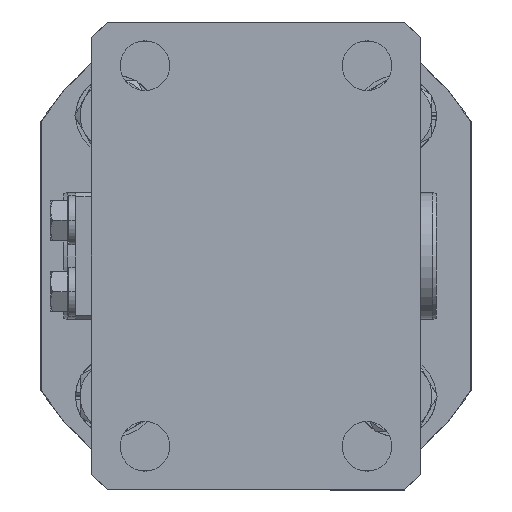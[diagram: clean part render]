
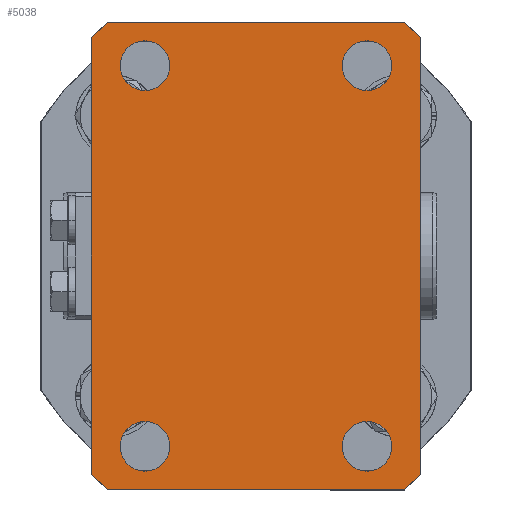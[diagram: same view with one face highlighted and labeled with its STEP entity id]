
A CAD part, left-side view. The second image highlights one B-rep face of the part: STEP entity #5038.
In plain terms, the highlighted planar face has unit normal (-1, 0, 0).
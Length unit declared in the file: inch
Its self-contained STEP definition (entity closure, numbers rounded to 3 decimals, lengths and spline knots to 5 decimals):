
#694 = CIRCLE ( 'NONE', #26104, 0.3906 ) ;
#741 = CARTESIAN_POINT ( 'NONE',  ( -22.875, 2.344, 3.6825 ) ) ;
#771 = LINE ( 'NONE', #14532, #40840 ) ;
#1013 = ORIENTED_EDGE ( 'NONE', *, *, #33707, .T. ) ;
#1114 = VERTEX_POINT ( 'NONE', #23568 ) ;
#1134 = EDGE_LOOP ( 'NONE', ( #17672, #1446 ) ) ;
#1165 = DIRECTION ( 'NONE',  ( 1., 0., 0. ) ) ;
#1262 = VERTEX_POINT ( 'NONE', #8698 ) ;
#1428 = EDGE_CURVE ( 'NONE', #11725, #17239, #40166, .T. ) ;
#1446 = ORIENTED_EDGE ( 'NONE', *, *, #13202, .T. ) ;
#1596 = ORIENTED_EDGE ( 'NONE', *, *, #38823, .T. ) ;
#1599 = VECTOR ( 'NONE', #14507, 39.37008 ) ;
#1883 = FACE_OUTER_BOUND ( 'NONE', #17817, .T. ) ;
#2356 = DIRECTION ( 'NONE',  ( 1., 0., 0. ) ) ;
#3095 = AXIS2_PLACEMENT_3D ( 'NONE', #8981, #22899, #36723 ) ;
#3203 = DIRECTION ( 'NONE',  ( 1., 0., 0. ) ) ;
#3693 = EDGE_CURVE ( 'NONE', #43793, #1262, #40032, .T. ) ;
#3770 = LINE ( 'NONE', #17630, #20863 ) ;
#4404 = CIRCLE ( 'NONE', #29867, 0.3906 ) ;
#4919 = AXIS2_PLACEMENT_3D ( 'NONE', #33504, #2356, #16185 ) ;
#4991 = AXIS2_PLACEMENT_3D ( 'NONE', #32324, #1165, #14935 ) ;
#5038 = ADVANCED_FACE ( 'NONE', ( #1883, #15678, #29632, #43330, #12269 ), #26224, .T. ) ;
#5287 = ORIENTED_EDGE ( 'NONE', *, *, #14180, .T. ) ;
#5382 = CARTESIAN_POINT ( 'NONE',  ( -22.875, -1.75, -3.3906 ) ) ;
#5670 = LINE ( 'NONE', #19573, #43515 ) ;
#5887 = VERTEX_POINT ( 'NONE', #39319 ) ;
#5888 = AXIS2_PLACEMENT_3D ( 'NONE', #38128, #6992, #20869 ) ;
#6772 = EDGE_CURVE ( 'NONE', #44691, #12456, #694, .T. ) ;
#6858 = CARTESIAN_POINT ( 'NONE',  ( -22.875, -2.34193, -3.6825 ) ) ;
#6992 = DIRECTION ( 'NONE',  ( 1., 0., 0. ) ) ;
#8076 = AXIS2_PLACEMENT_3D ( 'NONE', #16501, #30467, #44173 ) ;
#8698 = CARTESIAN_POINT ( 'NONE',  ( -22.875, 1.75, -2.6094 ) ) ;
#8981 = CARTESIAN_POINT ( 'NONE',  ( -22.875, -1.75, -3. ) ) ;
#9056 = CARTESIAN_POINT ( 'NONE',  ( -22.875, -2.344, -3.6825 ) ) ;
#9913 = ORIENTED_EDGE ( 'NONE', *, *, #6772, .T. ) ;
#9978 = CARTESIAN_POINT ( 'NONE',  ( -22.875, -2.589, 3.4375 ) ) ;
#10663 = DIRECTION ( 'NONE',  ( 1., 0., 0. ) ) ;
#11060 = AXIS2_PLACEMENT_3D ( 'NONE', #34348, #3203, #17028 ) ;
#11122 = DIRECTION ( 'NONE',  ( 0., 0.707, -0.707 ) ) ;
#11712 = DIRECTION ( 'NONE',  ( 0., 0., -1. ) ) ;
#11725 = VERTEX_POINT ( 'NONE', #24666 ) ;
#12246 = CARTESIAN_POINT ( 'NONE',  ( -22.875, 2.589, 3.43543 ) ) ;
#12269 = FACE_BOUND ( 'NONE', #14320, .T. ) ;
#12281 = EDGE_CURVE ( 'NONE', #19556, #1114, #22722, .T. ) ;
#12456 = VERTEX_POINT ( 'NONE', #23404 ) ;
#12724 = DIRECTION ( 'NONE',  ( 0., 0., 1. ) ) ;
#12745 = DIRECTION ( 'NONE',  ( 0., 0., -1. ) ) ;
#13202 = EDGE_CURVE ( 'NONE', #17034, #5887, #18701, .T. ) ;
#14180 = EDGE_CURVE ( 'NONE', #17239, #19755, #771, .T. ) ;
#14231 = ORIENTED_EDGE ( 'NONE', *, *, #3693, .T. ) ;
#14320 = EDGE_LOOP ( 'NONE', ( #32564, #43059 ) ) ;
#14507 = DIRECTION ( 'NONE',  ( 0., 1., 0. ) ) ;
#14532 = CARTESIAN_POINT ( 'NONE',  ( -22.875, -3.01221, -3.01221 ) ) ;
#14935 = DIRECTION ( 'NONE',  ( 0., 0., -1. ) ) ;
#15017 = ORIENTED_EDGE ( 'NONE', *, *, #1428, .T. ) ;
#15230 = CARTESIAN_POINT ( 'NONE',  ( -22.875, -1.75, 2.6094 ) ) ;
#15678 = FACE_BOUND ( 'NONE', #1134, .T. ) ;
#16185 = DIRECTION ( 'NONE',  ( 0., 0., -1. ) ) ;
#16257 = EDGE_LOOP ( 'NONE', ( #9913, #25947 ) ) ;
#16501 = CARTESIAN_POINT ( 'NONE',  ( -22.875, 1.75, 3. ) ) ;
#17028 = DIRECTION ( 'NONE',  ( 0., 0., -1. ) ) ;
#17034 = VERTEX_POINT ( 'NONE', #37801 ) ;
#17239 = VERTEX_POINT ( 'NONE', #6858 ) ;
#17630 = CARTESIAN_POINT ( 'NONE',  ( -22.875, 3.01221, -3.01221 ) ) ;
#17672 = ORIENTED_EDGE ( 'NONE', *, *, #34163, .T. ) ;
#17817 = EDGE_LOOP ( 'NONE', ( #1596, #1013, #23859, #28775, #42634, #34126, #15017, #5287 ) ) ;
#18701 = CIRCLE ( 'NONE', #4919, 0.3906 ) ;
#19543 = VERTEX_POINT ( 'NONE', #36558 ) ;
#19556 = VERTEX_POINT ( 'NONE', #5382 ) ;
#19573 = CARTESIAN_POINT ( 'NONE',  ( -22.875, -3.01221, 3.01221 ) ) ;
#19755 = VERTEX_POINT ( 'NONE', #34938 ) ;
#20273 = EDGE_CURVE ( 'NONE', #12456, #44691, #44103, .T. ) ;
#20700 = EDGE_LOOP ( 'NONE', ( #14231, #35880 ) ) ;
#20863 = VECTOR ( 'NONE', #31567, 39.37008 ) ;
#20869 = DIRECTION ( 'NONE',  ( 0., 0., -1. ) ) ;
#21810 = CARTESIAN_POINT ( 'NONE',  ( -22.875, 1.75, -3.3906 ) ) ;
#22722 = CIRCLE ( 'NONE', #3095, 0.3906 ) ;
#22899 = DIRECTION ( 'NONE',  ( 1., 0., 0. ) ) ;
#22972 = DIRECTION ( 'NONE',  ( 0., -1., 0. ) ) ;
#23097 = EDGE_CURVE ( 'NONE', #23783, #11725, #3770, .T. ) ;
#23404 = CARTESIAN_POINT ( 'NONE',  ( -22.875, -1.75, 3.3906 ) ) ;
#23568 = CARTESIAN_POINT ( 'NONE',  ( -22.875, -1.75, -2.6094 ) ) ;
#23783 = VERTEX_POINT ( 'NONE', #33886 ) ;
#23859 = ORIENTED_EDGE ( 'NONE', *, *, #30861, .T. ) ;
#23896 = DIRECTION ( 'NONE',  ( 0., 0., 1. ) ) ;
#24578 = DIRECTION ( 'NONE',  ( 0., 0., -1. ) ) ;
#24666 = CARTESIAN_POINT ( 'NONE',  ( -22.875, 2.34193, -3.6825 ) ) ;
#25453 = VECTOR ( 'NONE', #23896, 39.37008 ) ;
#25538 = CIRCLE ( 'NONE', #5888, 0.3906 ) ;
#25947 = ORIENTED_EDGE ( 'NONE', *, *, #20273, .T. ) ;
#26104 = AXIS2_PLACEMENT_3D ( 'NONE', #30129, #43822, #12745 ) ;
#26224 = PLANE ( 'NONE',  #27566 ) ;
#27001 = VERTEX_POINT ( 'NONE', #12246 ) ;
#27283 = CARTESIAN_POINT ( 'NONE',  ( -22.875, -2.589, 3.43543 ) ) ;
#27566 = AXIS2_PLACEMENT_3D ( 'NONE', #30101, #43797, #12724 ) ;
#27760 = CIRCLE ( 'NONE', #8076, 0.3906 ) ;
#27852 = EDGE_CURVE ( 'NONE', #27001, #23783, #29050, .T. ) ;
#28454 = LINE ( 'NONE', #42176, #37072 ) ;
#28529 = DIRECTION ( 'NONE',  ( 0., -0.707, 0.707 ) ) ;
#28775 = ORIENTED_EDGE ( 'NONE', *, *, #30289, .T. ) ;
#29050 = LINE ( 'NONE', #42757, #38222 ) ;
#29632 = FACE_BOUND ( 'NONE', #16257, .T. ) ;
#29867 = AXIS2_PLACEMENT_3D ( 'NONE', #41742, #10663, #24578 ) ;
#30101 = CARTESIAN_POINT ( 'NONE',  ( -22.875, 0., 0. ) ) ;
#30129 = CARTESIAN_POINT ( 'NONE',  ( -22.875, -1.75, 3. ) ) ;
#30289 = EDGE_CURVE ( 'NONE', #40079, #27001, #28454, .T. ) ;
#30467 = DIRECTION ( 'NONE',  ( 1., 0., 0. ) ) ;
#30861 = EDGE_CURVE ( 'NONE', #19543, #40079, #31868, .T. ) ;
#31567 = DIRECTION ( 'NONE',  ( 0., -0.707, -0.707 ) ) ;
#31868 = LINE ( 'NONE', #741, #1599 ) ;
#32324 = CARTESIAN_POINT ( 'NONE',  ( -22.875, -1.75, 3. ) ) ;
#32564 = ORIENTED_EDGE ( 'NONE', *, *, #12281, .T. ) ;
#33008 = VERTEX_POINT ( 'NONE', #27283 ) ;
#33473 = DIRECTION ( 'NONE',  ( 0., 0.707, 0.707 ) ) ;
#33504 = CARTESIAN_POINT ( 'NONE',  ( -22.875, 1.75, 3. ) ) ;
#33707 = EDGE_CURVE ( 'NONE', #33008, #19543, #5670, .T. ) ;
#33886 = CARTESIAN_POINT ( 'NONE',  ( -22.875, 2.589, -3.43543 ) ) ;
#34126 = ORIENTED_EDGE ( 'NONE', *, *, #23097, .T. ) ;
#34163 = EDGE_CURVE ( 'NONE', #5887, #17034, #27760, .T. ) ;
#34333 = EDGE_CURVE ( 'NONE', #1114, #19556, #25538, .T. ) ;
#34348 = CARTESIAN_POINT ( 'NONE',  ( -22.875, 1.75, -3. ) ) ;
#34938 = CARTESIAN_POINT ( 'NONE',  ( -22.875, -2.589, -3.43543 ) ) ;
#35622 = VECTOR ( 'NONE', #22972, 39.37008 ) ;
#35880 = ORIENTED_EDGE ( 'NONE', *, *, #42285, .T. ) ;
#36252 = CARTESIAN_POINT ( 'NONE',  ( -22.875, 2.34193, 3.6825 ) ) ;
#36558 = CARTESIAN_POINT ( 'NONE',  ( -22.875, -2.34193, 3.6825 ) ) ;
#36723 = DIRECTION ( 'NONE',  ( 0., 0., -1. ) ) ;
#37072 = VECTOR ( 'NONE', #11122, 39.37008 ) ;
#37801 = CARTESIAN_POINT ( 'NONE',  ( -22.875, 1.75, 3.3906 ) ) ;
#38128 = CARTESIAN_POINT ( 'NONE',  ( -22.875, -1.75, -3. ) ) ;
#38222 = VECTOR ( 'NONE', #11712, 39.37008 ) ;
#38823 = EDGE_CURVE ( 'NONE', #19755, #33008, #41064, .T. ) ;
#39319 = CARTESIAN_POINT ( 'NONE',  ( -22.875, 1.75, 2.6094 ) ) ;
#40032 = CIRCLE ( 'NONE', #11060, 0.3906 ) ;
#40079 = VERTEX_POINT ( 'NONE', #36252 ) ;
#40166 = LINE ( 'NONE', #9056, #35622 ) ;
#40840 = VECTOR ( 'NONE', #28529, 39.37008 ) ;
#41064 = LINE ( 'NONE', #9978, #25453 ) ;
#41742 = CARTESIAN_POINT ( 'NONE',  ( -22.875, 1.75, -3. ) ) ;
#42176 = CARTESIAN_POINT ( 'NONE',  ( -22.875, 3.01221, 3.01221 ) ) ;
#42285 = EDGE_CURVE ( 'NONE', #1262, #43793, #4404, .T. ) ;
#42634 = ORIENTED_EDGE ( 'NONE', *, *, #27852, .T. ) ;
#42757 = CARTESIAN_POINT ( 'NONE',  ( -22.875, 2.589, -3.4375 ) ) ;
#43059 = ORIENTED_EDGE ( 'NONE', *, *, #34333, .T. ) ;
#43330 = FACE_BOUND ( 'NONE', #20700, .T. ) ;
#43515 = VECTOR ( 'NONE', #33473, 39.37008 ) ;
#43793 = VERTEX_POINT ( 'NONE', #21810 ) ;
#43797 = DIRECTION ( 'NONE',  ( -1., 0., 0. ) ) ;
#43822 = DIRECTION ( 'NONE',  ( 1., 0., 0. ) ) ;
#44103 = CIRCLE ( 'NONE', #4991, 0.3906 ) ;
#44173 = DIRECTION ( 'NONE',  ( 0., 0., -1. ) ) ;
#44691 = VERTEX_POINT ( 'NONE', #15230 ) ;
